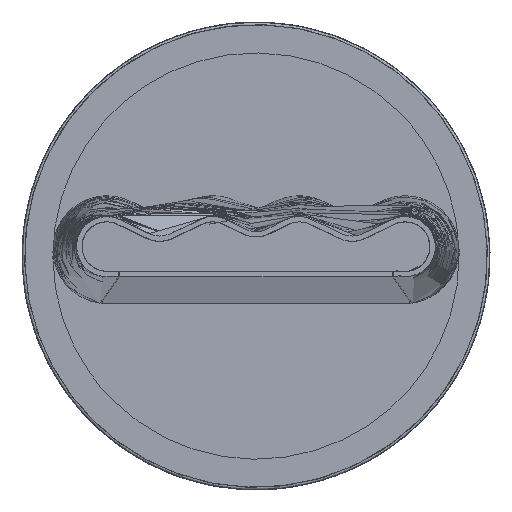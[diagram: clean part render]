
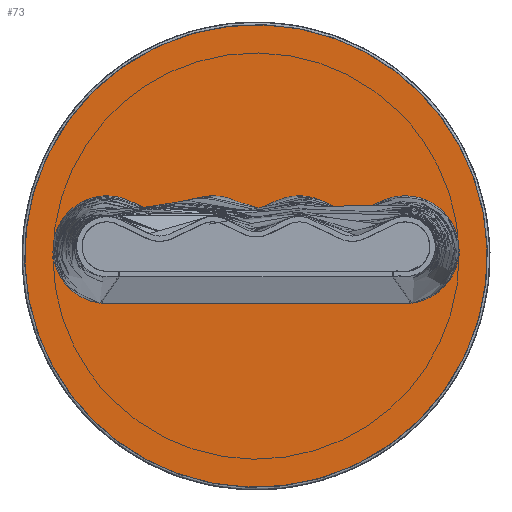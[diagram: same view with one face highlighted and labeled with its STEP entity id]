
A CAD part, top view. The second image highlights one B-rep face of the part: STEP entity #73.
In plain terms, the highlighted planar face has unit normal (0, 0, 1).
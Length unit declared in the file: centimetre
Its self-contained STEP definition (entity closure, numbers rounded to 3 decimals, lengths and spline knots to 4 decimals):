
#30=(
BOUNDED_CURVE()
B_SPLINE_CURVE(2,(#3194,#3195,#3196,#3197,#3198),.UNSPECIFIED.,.F.,.F.)
B_SPLINE_CURVE_WITH_KNOTS((3,2,3),(0.,1.5708,3.1416),
.UNSPECIFIED.)
CURVE()
GEOMETRIC_REPRESENTATION_ITEM()
RATIONAL_B_SPLINE_CURVE((1.,0.707,1.,0.707,1.))
REPRESENTATION_ITEM($)
);
#31=(
BOUNDED_CURVE()
B_SPLINE_CURVE(2,(#3199,#3200,#3201,#3202,#3203),.UNSPECIFIED.,.F.,.F.)
B_SPLINE_CURVE_WITH_KNOTS((3,2,3),(3.1416,4.7124,6.2832),
.UNSPECIFIED.)
CURVE()
GEOMETRIC_REPRESENTATION_ITEM()
RATIONAL_B_SPLINE_CURVE((1.,0.707,1.,0.707,1.))
REPRESENTATION_ITEM($)
);
#73=ADVANCED_FACE($,(#108),#396,.T.);
#108=FACE_OUTER_BOUND($,#143,.T.);
#143=EDGE_LOOP($,(#214,#215));
#214=ORIENTED_EDGE($,*,*,#315,.T.);
#215=ORIENTED_EDGE($,*,*,#316,.T.);
#315=EDGE_CURVE($,#369,#370,#30,.T.);
#316=EDGE_CURVE($,#370,#369,#31,.T.);
#369=VERTEX_POINT($,#3817);
#370=VERTEX_POINT($,#3818);
#396=PLANE($,#546);
#546=AXIS2_PLACEMENT_3D($,#3520,#567,$);
#567=DIRECTION($,(0.,0.,1.));
#3194=CARTESIAN_POINT($,(44.7,7.9358,2.5134));
#3195=CARTESIAN_POINT($,(63.2261,26.462,2.5134));
#3196=CARTESIAN_POINT($,(44.7,44.9882,2.5134));
#3197=CARTESIAN_POINT($,(26.1738,63.5144,2.5134));
#3198=CARTESIAN_POINT($,(7.6476,44.9882,2.5134));
#3199=CARTESIAN_POINT($,(7.6476,44.9882,2.5134));
#3200=CARTESIAN_POINT($,(-10.8786,26.462,2.5134));
#3201=CARTESIAN_POINT($,(7.6476,7.9358,2.5134));
#3202=CARTESIAN_POINT($,(26.1738,-10.5904,2.5134));
#3203=CARTESIAN_POINT($,(44.7,7.9358,2.5134));
#3520=CARTESIAN_POINT($,(-10.8814,26.462,2.5134));
#3817=CARTESIAN_POINT($,(44.7,7.9358,2.5134));
#3818=CARTESIAN_POINT($,(7.6476,44.9882,2.5134));
